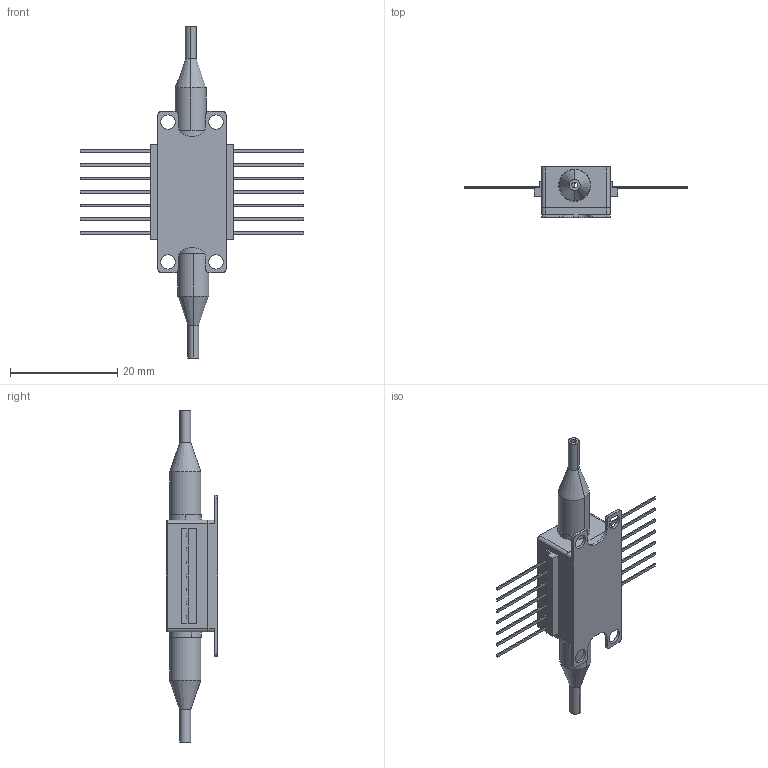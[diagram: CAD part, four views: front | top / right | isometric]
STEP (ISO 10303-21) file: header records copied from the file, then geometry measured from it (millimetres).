
FILE_DESCRIPTION (( 'STEP AP214' ), '1' );
FILE_NAME ('QTN037704-E0W.STEP', '2019-10-08T16:34:57', ( '' ), ( '' ), 'SwSTEP 2.0', 'SolidWorks 2018', '' );
FILE_SCHEMA (( 'AUTOMOTIVE_DESIGN' ));
Length unit declared in the file: millimetre
Products named in the file (1): QTN037704-E0W
Bounding box: 41.6 x 9.5 x 61.8 mm (x, y, z)
Surface area: 2669 mm2 (no closed solid volume)
Topology: 0 solids, 23 shells, 388 faces, 1314 edges, 912 vertices
Faces by surface type: plane 264, bspline 70, cylinder 50, cone 4
Entity records: 21459 total; most frequent: CARTESIAN_POINT 6571, ORIENTED_EDGE 2144, DIRECTION 1838, EDGE_CURVE 1314, LINE 960, VECTOR 960, VERTEX_POINT 912, AXIS2_PLACEMENT_3D 439
